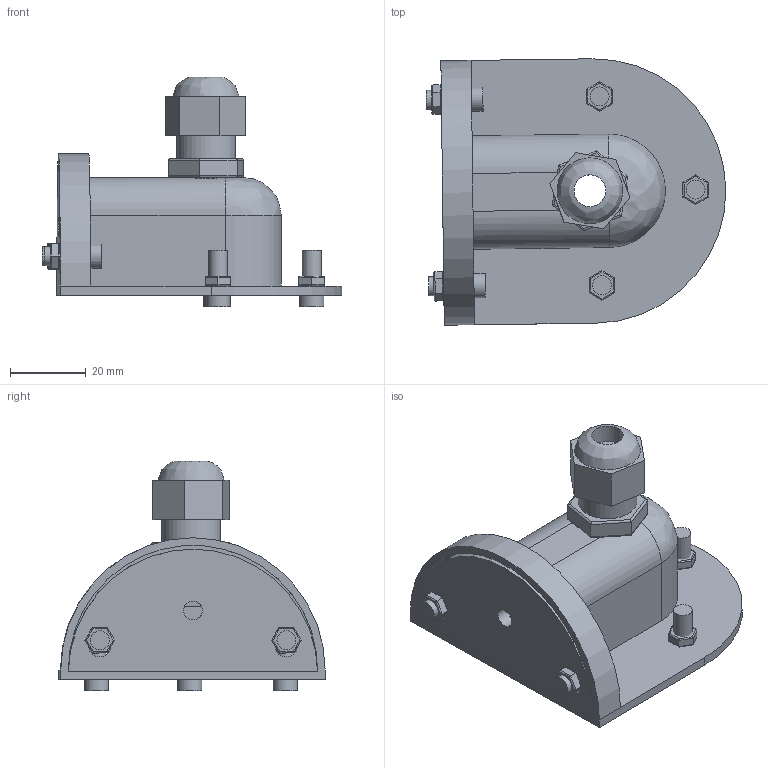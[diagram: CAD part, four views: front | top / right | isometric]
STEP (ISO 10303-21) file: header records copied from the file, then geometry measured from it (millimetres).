
FILE_DESCRIPTION((''),'2;1');
FILE_NAME('127236.stp','2019-10-01T15:14:15',('e.eickhoff'),(''),'Autodesk Inventor 2012','Autodesk Inventor 2012','');
FILE_SCHEMA(('AUTOMOTIVE_DESIGN { 1 0 10303 214 1 1 1 1 }'));
Length unit declared in the file: millimetre
Products named in the file (7): 127236; Gummi Adeckung; Hauptteil; Mutter Plastik6; Mutter Rund6; Mutter; Schraube
Assembly tree (14 placements, depth 2):
  127236
    Gummi Adeckung
    Hauptteil
    Mutter Plastik6
    Mutter Rund6
    Mutter  x5
    Schraube  x5
Bounding box: 79.34 x 70.5 x 60.77 mm (x, y, z)
Volume: 43403.4 mm3; surface area: 31627 mm2
Topology: 14 solids, 14 shells, 315 faces, 732 edges, 461 vertices
Faces by surface type: plane 170, cylinder 141, sphere 2, bspline 2
Full cylindrical faces by diameter (mm): 4.2 x5, 5 x6, 6 x4, 6.4 x5, 8.4 x1, 10 x1, 12.8 x1, 13.8 x1, 14 x1, 15 x3, 15.5 x1
Entity records: 4604 total; most frequent: CARTESIAN_POINT 862, DIRECTION 740, ORIENTED_EDGE 632, EDGE_CURVE 316, AXIS2_PLACEMENT_3D 271, VERTEX_POINT 211, VECTOR 198, LINE 198
